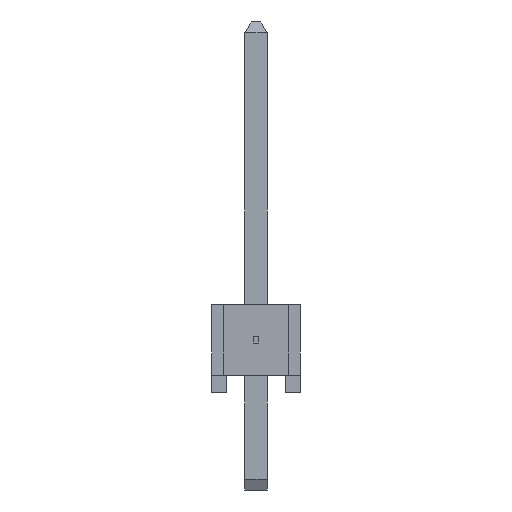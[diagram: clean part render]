
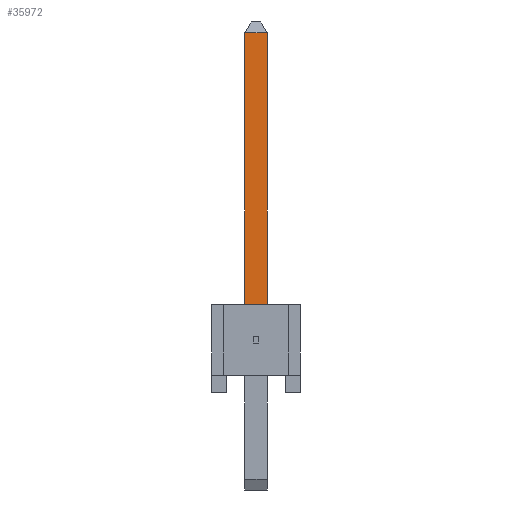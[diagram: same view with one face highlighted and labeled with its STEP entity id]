
A CAD part, left-side view. The second image highlights one B-rep face of the part: STEP entity #35972.
In plain terms, the highlighted planar face has unit normal (-1, 0, 0).
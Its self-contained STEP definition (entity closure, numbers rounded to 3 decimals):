
#35972 = ADVANCED_FACE('',(#35973),#36007,.F.);
#35973 = FACE_BOUND('',#35974,.T.);
#35974 = EDGE_LOOP('',(#35975,#35985,#35993,#36001));
#35975 = ORIENTED_EDGE('',*,*,#35976,.T.);
#35976 = EDGE_CURVE('',#35977,#35979,#35981,.T.);
#35977 = VERTEX_POINT('',#35978);
#35978 = CARTESIAN_POINT('',(-35.878,13.157,0.318));
#35979 = VERTEX_POINT('',#35980);
#35980 = CARTESIAN_POINT('',(-35.878,13.157,-0.318));
#35981 = LINE('',#35982,#35983);
#35982 = CARTESIAN_POINT('',(-35.878,13.157,2.54));
#35983 = VECTOR('',#35984,1.);
#35984 = DIRECTION('',(0.,0.,-1.));
#35985 = ORIENTED_EDGE('',*,*,#35986,.T.);
#35986 = EDGE_CURVE('',#35979,#35987,#35989,.T.);
#35987 = VERTEX_POINT('',#35988);
#35988 = CARTESIAN_POINT('',(-35.878,4.191,-0.318));
#35989 = LINE('',#35990,#35991);
#35990 = CARTESIAN_POINT('',(-35.878,13.462,-0.318));
#35991 = VECTOR('',#35992,1.);
#35992 = DIRECTION('',(0.,-1.,0.));
#35993 = ORIENTED_EDGE('',*,*,#35994,.F.);
#35994 = EDGE_CURVE('',#35995,#35987,#35997,.T.);
#35995 = VERTEX_POINT('',#35996);
#35996 = CARTESIAN_POINT('',(-35.878,4.191,0.318));
#35997 = LINE('',#35998,#35999);
#35998 = CARTESIAN_POINT('',(-35.878,4.191,0.318));
#35999 = VECTOR('',#36000,1.);
#36000 = DIRECTION('',(0.,0.,-1.));
#36001 = ORIENTED_EDGE('',*,*,#36002,.F.);
#36002 = EDGE_CURVE('',#35977,#35995,#36003,.T.);
#36003 = LINE('',#36004,#36005);
#36004 = CARTESIAN_POINT('',(-35.878,13.462,0.318));
#36005 = VECTOR('',#36006,1.);
#36006 = DIRECTION('',(0.,-1.,0.));
#36007 = PLANE('',#36008);
#36008 = AXIS2_PLACEMENT_3D('',#36009,#36010,#36011);
#36009 = CARTESIAN_POINT('',(-35.878,13.462,0.318));
#36010 = DIRECTION('',(1.,0.,0.));
#36011 = DIRECTION('',(0.,0.,-1.));
